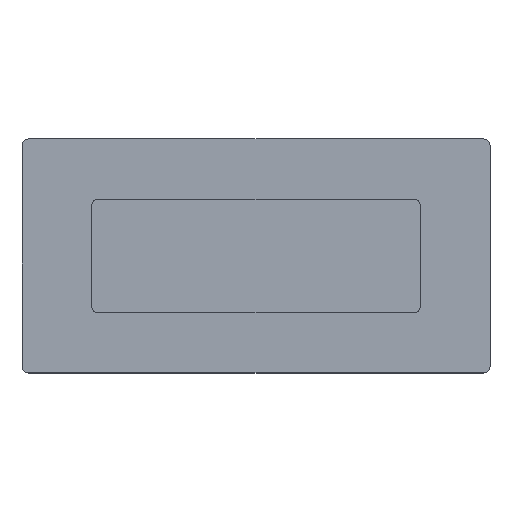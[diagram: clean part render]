
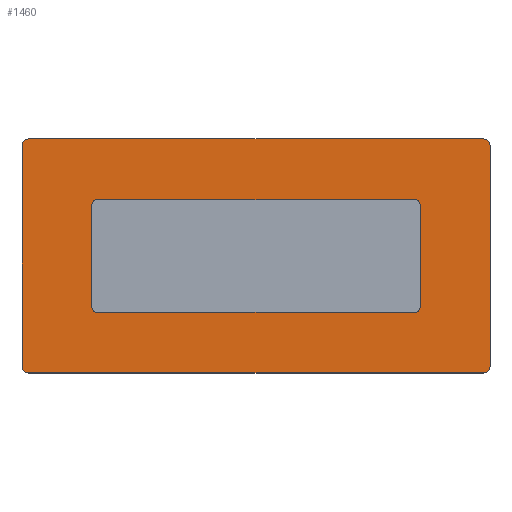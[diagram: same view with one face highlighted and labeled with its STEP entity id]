
A CAD part, top view. The second image highlights one B-rep face of the part: STEP entity #1460.
In plain terms, the highlighted planar face has unit normal (0, 0, 1).
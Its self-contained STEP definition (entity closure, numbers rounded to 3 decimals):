
#10=CARTESIAN_POINT('',(0.,0.,0.));
#20=DIRECTION('',(0.,0.,1.));
#30=DIRECTION('',(1.,0.,0.));
#40=AXIS2_PLACEMENT_3D('',#10,#20,#30);
#50=PLANE('',#40);
#60=CARTESIAN_POINT('',(85.75,14.25,0.));
#70=DIRECTION('',(0.,0.,1.));
#80=DIRECTION('',(1.,0.,0.));
#90=AXIS2_PLACEMENT_3D('',#60,#70,#80);
#100=CIRCLE('',#90,1.);
#110=CARTESIAN_POINT('',(85.75,13.25,0.));
#120=VERTEX_POINT('',#110);
#130=CARTESIAN_POINT('',(86.75,14.25,0.));
#140=VERTEX_POINT('',#130);
#150=EDGE_CURVE('',#120,#140,#100,.T.);
#160=ORIENTED_EDGE('',*,*,#150,.F.);
#170=CARTESIAN_POINT('',(86.75,37.75,0.));
#180=DIRECTION('',(0.,-1.,0.));
#190=VECTOR('',#180,1.);
#200=LINE('',#170,#190);
#210=CARTESIAN_POINT('',(86.75,36.75,0.));
#220=VERTEX_POINT('',#210);
#230=EDGE_CURVE('',#220,#140,#200,.T.);
#240=ORIENTED_EDGE('',*,*,#230,.T.);
#250=CARTESIAN_POINT('',(85.75,36.75,0.));
#260=DIRECTION('',(0.,0.,-1.));
#270=DIRECTION('',(-1.,0.,0.));
#280=AXIS2_PLACEMENT_3D('',#250,#260,#270);
#290=CIRCLE('',#280,1.);
#300=CARTESIAN_POINT('',(85.75,37.75,0.));
#310=VERTEX_POINT('',#300);
#320=EDGE_CURVE('',#310,#220,#290,.T.);
#330=ORIENTED_EDGE('',*,*,#320,.T.);
#340=CARTESIAN_POINT('',(15.25,37.75,0.));
#350=DIRECTION('',(1.,0.,0.));
#360=VECTOR('',#350,1.);
#370=LINE('',#340,#360);
#380=CARTESIAN_POINT('',(16.25,37.75,0.));
#390=VERTEX_POINT('',#380);
#400=EDGE_CURVE('',#390,#310,#370,.T.);
#410=ORIENTED_EDGE('',*,*,#400,.T.);
#420=CARTESIAN_POINT('',(16.25,36.75,0.));
#430=DIRECTION('',(0.,0.,-1.));
#440=DIRECTION('',(-1.,0.,0.));
#450=AXIS2_PLACEMENT_3D('',#420,#430,#440);
#460=CIRCLE('',#450,1.);
#470=CARTESIAN_POINT('',(15.25,36.75,0.));
#480=VERTEX_POINT('',#470);
#490=EDGE_CURVE('',#480,#390,#460,.T.);
#500=ORIENTED_EDGE('',*,*,#490,.T.);
#510=CARTESIAN_POINT('',(15.25,13.25,0.));
#520=DIRECTION('',(0.,1.,0.));
#530=VECTOR('',#520,1.);
#540=LINE('',#510,#530);
#550=CARTESIAN_POINT('',(15.25,14.25,0.));
#560=VERTEX_POINT('',#550);
#570=EDGE_CURVE('',#560,#480,#540,.T.);
#580=ORIENTED_EDGE('',*,*,#570,.T.);
#590=CARTESIAN_POINT('',(16.25,14.25,0.));
#600=DIRECTION('',(0.,0.,-1.));
#610=DIRECTION('',(-1.,0.,0.));
#620=AXIS2_PLACEMENT_3D('',#590,#600,#610);
#630=CIRCLE('',#620,1.);
#640=CARTESIAN_POINT('',(16.25,13.25,0.));
#650=VERTEX_POINT('',#640);
#660=EDGE_CURVE('',#650,#560,#630,.T.);
#670=ORIENTED_EDGE('',*,*,#660,.T.);
#680=CARTESIAN_POINT('',(86.75,13.25,0.));
#690=DIRECTION('',(-1.,0.,0.));
#700=VECTOR('',#690,1.);
#710=LINE('',#680,#700);
#720=EDGE_CURVE('',#120,#650,#710,.T.);
#730=ORIENTED_EDGE('',*,*,#720,.T.);
#740=EDGE_LOOP('',(#730,#670,#580,#500,#410,#330,#240,#160));
#750=FACE_BOUND('',#740,.T.);
#760=CARTESIAN_POINT('',(1.5,1.5,0.));
#770=DIRECTION('',(0.,0.,-1.));
#780=DIRECTION('',(-1.,0.,0.));
#790=AXIS2_PLACEMENT_3D('',#760,#770,#780);
#800=CIRCLE('',#790,1.5);
#810=CARTESIAN_POINT('',(1.5,0.,0.));
#820=VERTEX_POINT('',#810);
#830=CARTESIAN_POINT('',(0.,1.5,0.));
#840=VERTEX_POINT('',#830);
#850=EDGE_CURVE('',#820,#840,#800,.T.);
#860=ORIENTED_EDGE('',*,*,#850,.F.);
#870=CARTESIAN_POINT('',(0.,0.,0.));
#880=DIRECTION('',(0.,1.,0.));
#890=VECTOR('',#880,1.);
#900=LINE('',#870,#890);
#910=CARTESIAN_POINT('',(0.,49.5,0.));
#920=VERTEX_POINT('',#910);
#930=EDGE_CURVE('',#840,#920,#900,.T.);
#940=ORIENTED_EDGE('',*,*,#930,.F.);
#950=CARTESIAN_POINT('',(1.5,49.5,0.));
#960=DIRECTION('',(0.,0.,1.));
#970=DIRECTION('',(1.,0.,0.));
#980=AXIS2_PLACEMENT_3D('',#950,#960,#970);
#990=CIRCLE('',#980,1.5);
#1000=CARTESIAN_POINT('',(1.5,51.,0.));
#1010=VERTEX_POINT('',#1000);
#1020=EDGE_CURVE('',#1010,#920,#990,.T.);
#1030=ORIENTED_EDGE('',*,*,#1020,.T.);
#1040=CARTESIAN_POINT('',(0.,51.,0.));
#1050=DIRECTION('',(1.,0.,0.));
#1060=VECTOR('',#1050,1.);
#1070=LINE('',#1040,#1060);
#1080=CARTESIAN_POINT('',(100.5,51.,0.));
#1090=VERTEX_POINT('',#1080);
#1100=EDGE_CURVE('',#1010,#1090,#1070,.T.);
#1110=ORIENTED_EDGE('',*,*,#1100,.F.);
#1120=CARTESIAN_POINT('',(100.5,49.5,0.));
#1130=DIRECTION('',(0.,0.,1.));
#1140=DIRECTION('',(1.,0.,0.));
#1150=AXIS2_PLACEMENT_3D('',#1120,#1130,#1140);
#1160=CIRCLE('',#1150,1.5);
#1170=CARTESIAN_POINT('',(102.,49.5,0.));
#1180=VERTEX_POINT('',#1170);
#1190=EDGE_CURVE('',#1180,#1090,#1160,.T.);
#1200=ORIENTED_EDGE('',*,*,#1190,.T.);
#1210=CARTESIAN_POINT('',(102.,51.,0.));
#1220=DIRECTION('',(0.,-1.,0.));
#1230=VECTOR('',#1220,1.);
#1240=LINE('',#1210,#1230);
#1250=CARTESIAN_POINT('',(102.,1.5,0.));
#1260=VERTEX_POINT('',#1250);
#1270=EDGE_CURVE('',#1180,#1260,#1240,.T.);
#1280=ORIENTED_EDGE('',*,*,#1270,.F.);
#1290=CARTESIAN_POINT('',(100.5,1.5,0.));
#1300=DIRECTION('',(0.,0.,1.));
#1310=DIRECTION('',(1.,0.,0.));
#1320=AXIS2_PLACEMENT_3D('',#1290,#1300,#1310);
#1330=CIRCLE('',#1320,1.5);
#1340=CARTESIAN_POINT('',(100.5,0.,0.));
#1350=VERTEX_POINT('',#1340);
#1360=EDGE_CURVE('',#1350,#1260,#1330,.T.);
#1370=ORIENTED_EDGE('',*,*,#1360,.T.);
#1380=CARTESIAN_POINT('',(102.,0.,0.));
#1390=DIRECTION('',(-1.,0.,0.));
#1400=VECTOR('',#1390,1.);
#1410=LINE('',#1380,#1400);
#1420=EDGE_CURVE('',#1350,#820,#1410,.T.);
#1430=ORIENTED_EDGE('',*,*,#1420,.F.);
#1440=EDGE_LOOP('',(#1430,#1370,#1280,#1200,#1110,#1030,#940,#860));
#1450=FACE_OUTER_BOUND('',#1440,.T.);
#1460=ADVANCED_FACE('',(#750,#1450),#50,.T.);
